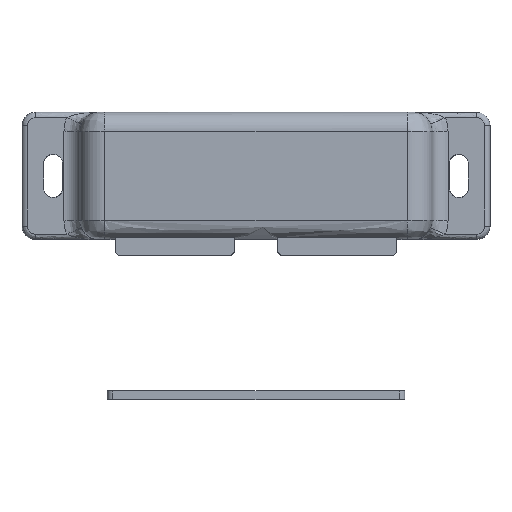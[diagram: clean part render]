
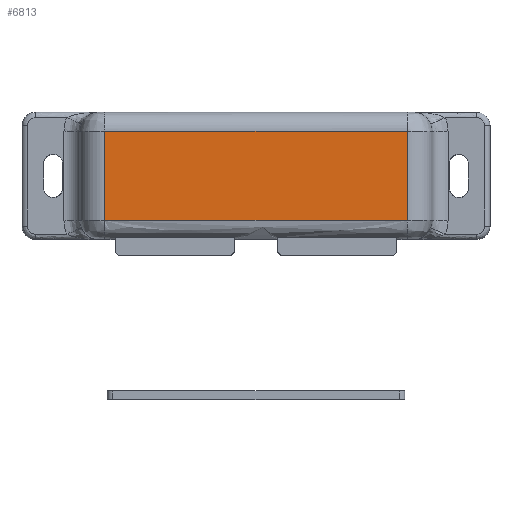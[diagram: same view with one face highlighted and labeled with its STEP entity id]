
A CAD part, top view. The second image highlights one B-rep face of the part: STEP entity #6813.
In plain terms, the highlighted free-form (B-spline) face has degree [1, 1] with [2, 2] control points.
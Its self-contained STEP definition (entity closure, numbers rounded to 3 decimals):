
#6230=CARTESIAN_POINT('',(-28.,8.25,16.0));
#6231=VERTEX_POINT('',#6230);
#6307=CARTESIAN_POINT('',(-28.,-8.25,16.0));
#6308=VERTEX_POINT('',#6307);
#6322=CARTESIAN_POINT('',(-28.,8.25,16.0));
#6323=CARTESIAN_POINT('',(-28.,-8.25,16.0));
#6324=QUASI_UNIFORM_CURVE('',1,(#6322,#6323),.UNSPECIFIED.,.F.,.U.);
#6325=EDGE_CURVE('',#6231,#6308,#6324,.T.);
#6451=CARTESIAN_POINT('',(28.0,-8.25,16.0));
#6452=VERTEX_POINT('',#6451);
#6528=CARTESIAN_POINT('',(28.0,8.25,16.0));
#6529=VERTEX_POINT('',#6528);
#6543=CARTESIAN_POINT('',(28.0,-8.25,16.0));
#6544=CARTESIAN_POINT('',(28.0,8.25,16.0));
#6545=QUASI_UNIFORM_CURVE('',1,(#6543,#6544),.UNSPECIFIED.,.F.,.U.);
#6546=EDGE_CURVE('',#6452,#6529,#6545,.T.);
#6657=CARTESIAN_POINT('',(28.0,8.25,16.0));
#6658=CARTESIAN_POINT('',(-28.,8.25,16.0));
#6659=QUASI_UNIFORM_CURVE('',1,(#6657,#6658),.UNSPECIFIED.,.F.,.U.);
#6660=EDGE_CURVE('',#6529,#6231,#6659,.T.);
#6798=CARTESIAN_POINT('',(30.797,-9.074,16.0));
#6799=CARTESIAN_POINT('',(-30.797,-9.074,16.0));
#6800=CARTESIAN_POINT('',(30.797,9.074,16.0));
#6801=CARTESIAN_POINT('',(-30.797,9.074,16.0));
#6802=B_SPLINE_SURFACE_WITH_KNOTS('',1,1,((#6798,#6800),(#6799,#6801)),.UNSPECIFIED.,.F.,.F.,.U.,(2,2),(2,2),(0.0,61.594),(0.0,18.148),.UNSPECIFIED.);
#6803=ORIENTED_EDGE('',*,*,#6660,.T.);
#6804=ORIENTED_EDGE('',*,*,#6325,.T.);
#6805=CARTESIAN_POINT('',(-28.,-8.25,16.0));
#6806=CARTESIAN_POINT('',(28.0,-8.25,16.0));
#6807=QUASI_UNIFORM_CURVE('',1,(#6805,#6806),.UNSPECIFIED.,.F.,.U.);
#6808=EDGE_CURVE('',#6308,#6452,#6807,.T.);
#6809=ORIENTED_EDGE('',*,*,#6808,.T.);
#6810=ORIENTED_EDGE('',*,*,#6546,.T.);
#6811=EDGE_LOOP('',(#6803,#6804,#6809,#6810));
#6812=FACE_OUTER_BOUND('',#6811,.T.);
#6813=ADVANCED_FACE('',(#6812),#6802,.F.);
